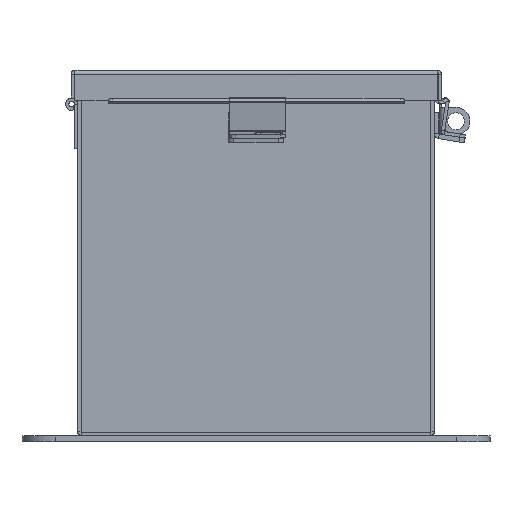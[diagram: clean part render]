
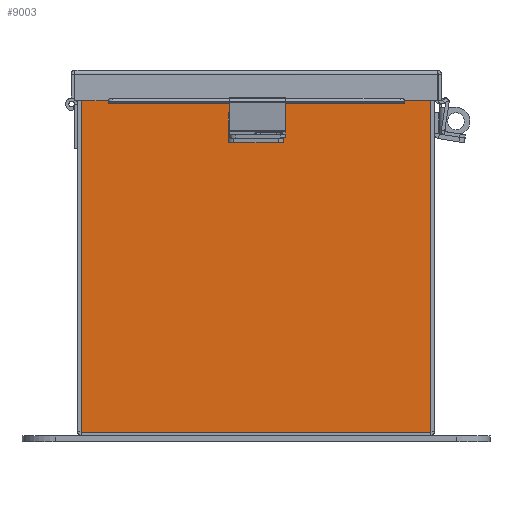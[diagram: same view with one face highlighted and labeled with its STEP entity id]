
A CAD part, front view. The second image highlights one B-rep face of the part: STEP entity #9003.
In plain terms, the highlighted face is planar.
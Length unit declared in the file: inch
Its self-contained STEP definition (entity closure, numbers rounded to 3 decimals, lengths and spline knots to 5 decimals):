
#92 = EDGE_LOOP ( 'NONE', ( #2113, #5645, #4857, #1739, #471, #18941, #1543, #10982, #664, #7654, #3554, #10332 ) ) ;
#129 = DIRECTION ( 'NONE',  ( -1., 0., 0. ) ) ;
#352 = EDGE_CURVE ( 'NONE', #10473, #13017, #2684, .T. ) ;
#374 = DIRECTION ( 'NONE',  ( 0., 0., -1. ) ) ;
#458 = VERTEX_POINT ( 'NONE', #18640 ) ;
#471 = ORIENTED_EDGE ( 'NONE', *, *, #1799, .F. ) ;
#664 = ORIENTED_EDGE ( 'NONE', *, *, #7302, .T. ) ;
#971 = FACE_OUTER_BOUND ( 'NONE', #92, .T. ) ;
#1111 = DIRECTION ( 'NONE',  ( 1., 0., 0. ) ) ;
#1543 = ORIENTED_EDGE ( 'NONE', *, *, #11533, .F. ) ;
#1739 = ORIENTED_EDGE ( 'NONE', *, *, #3318, .T. ) ;
#1790 = EDGE_CURVE ( 'NONE', #8808, #2328, #18059, .T. ) ;
#1799 = EDGE_CURVE ( 'NONE', #2328, #17046, #6193, .T. ) ;
#2012 = LINE ( 'NONE', #9985, #13430 ) ;
#2113 = ORIENTED_EDGE ( 'NONE', *, *, #6231, .F. ) ;
#2219 = CARTESIAN_POINT ( 'NONE',  ( -3.9253, 0., 3.9253 ) ) ;
#2328 = VERTEX_POINT ( 'NONE', #7432 ) ;
#2684 = CIRCLE ( 'NONE', #3849, 0.01868 ) ;
#3117 = VERTEX_POINT ( 'NONE', #8791 ) ;
#3155 = VECTOR ( 'NONE', #14573, 39.37008 ) ;
#3200 = EDGE_CURVE ( 'NONE', #16240, #10473, #4282, .T. ) ;
#3318 = EDGE_CURVE ( 'NONE', #16240, #17046, #18262, .T. ) ;
#3411 = VERTEX_POINT ( 'NONE', #16173 ) ;
#3554 = ORIENTED_EDGE ( 'NONE', *, *, #13970, .T. ) ;
#3849 = AXIS2_PLACEMENT_3D ( 'NONE', #16933, #8066, #18453 ) ;
#3954 = LINE ( 'NONE', #13055, #6067 ) ;
#4282 = LINE ( 'NONE', #14933, #15678 ) ;
#4294 = VECTOR ( 'NONE', #16423, 39.37008 ) ;
#4513 = DIRECTION ( 'NONE',  ( 0., 0., -1. ) ) ;
#4767 = EDGE_CURVE ( 'NONE', #14151, #3411, #3954, .T. ) ;
#4776 = CARTESIAN_POINT ( 'NONE',  ( 0., 0., 0. ) ) ;
#4857 = ORIENTED_EDGE ( 'NONE', *, *, #3200, .F. ) ;
#5279 = EDGE_CURVE ( 'NONE', #3117, #11770, #18384, .T. ) ;
#5453 = DIRECTION ( 'NONE',  ( 0., 0., -1. ) ) ;
#5645 = ORIENTED_EDGE ( 'NONE', *, *, #352, .F. ) ;
#5667 = CARTESIAN_POINT ( 'NONE',  ( 3.60097, 0., 3.87495 ) ) ;
#5755 = DIRECTION ( 'NONE',  ( 0., 0., 1. ) ) ;
#5938 = CARTESIAN_POINT ( 'NONE',  ( 3.61965, 0., 3.9253 ) ) ;
#6067 = VECTOR ( 'NONE', #1111, 39.37008 ) ;
#6069 = DIRECTION ( 'NONE',  ( 0., 0., -1. ) ) ;
#6193 = LINE ( 'NONE', #19084, #3155 ) ;
#6231 = EDGE_CURVE ( 'NONE', #13017, #11770, #6937, .T. ) ;
#6339 = CARTESIAN_POINT ( 'NONE',  ( -3.5823, 0., 3.87495 ) ) ;
#6431 = AXIS2_PLACEMENT_3D ( 'NONE', #4776, #9334, #374 ) ;
#6713 = DIRECTION ( 'NONE',  ( 1., 0., 0. ) ) ;
#6937 = LINE ( 'NONE', #7295, #10463 ) ;
#6980 = VECTOR ( 'NONE', #6069, 39.37008 ) ;
#7194 = DIRECTION ( 'NONE',  ( 0., 0., -1. ) ) ;
#7295 = CARTESIAN_POINT ( 'NONE',  ( -3.61965, 0., 0. ) ) ;
#7302 = EDGE_CURVE ( 'NONE', #3411, #458, #2012, .T. ) ;
#7432 = CARTESIAN_POINT ( 'NONE',  ( 3.5823, 0., 3.87495 ) ) ;
#7447 = LINE ( 'NONE', #7567, #10942 ) ;
#7567 = CARTESIAN_POINT ( 'NONE',  ( -3.9253, 0., -3.9253 ) ) ;
#7654 = ORIENTED_EDGE ( 'NONE', *, *, #12023, .T. ) ;
#8066 = DIRECTION ( 'NONE',  ( 0., 1., 0. ) ) ;
#8331 = CARTESIAN_POINT ( 'NONE',  ( -3.5823, 0., 3.9123 ) ) ;
#8791 = CARTESIAN_POINT ( 'NONE',  ( -3.9253, 0., 3.9253 ) ) ;
#8808 = VERTEX_POINT ( 'NONE', #11848 ) ;
#9003 = ADVANCED_FACE ( 'NONE', ( #971 ), #12234, .F. ) ;
#9058 = CARTESIAN_POINT ( 'NONE',  ( -3.9253, 0., 3.9253 ) ) ;
#9250 = DIRECTION ( 'NONE',  ( 1., 0., 0. ) ) ;
#9334 = DIRECTION ( 'NONE',  ( 0., -1., 0. ) ) ;
#9985 = CARTESIAN_POINT ( 'NONE',  ( 3.9253, 0., 3.9253 ) ) ;
#10332 = ORIENTED_EDGE ( 'NONE', *, *, #5279, .T. ) ;
#10393 = VECTOR ( 'NONE', #9250, 39.37008 ) ;
#10463 = VECTOR ( 'NONE', #5755, 39.37008 ) ;
#10473 = VERTEX_POINT ( 'NONE', #6339 ) ;
#10509 = VECTOR ( 'NONE', #6713, 39.37008 ) ;
#10759 = CARTESIAN_POINT ( 'NONE',  ( -3.5823, 0., 3.9123 ) ) ;
#10942 = VECTOR ( 'NONE', #129, 39.37008 ) ;
#10982 = ORIENTED_EDGE ( 'NONE', *, *, #4767, .T. ) ;
#11314 = AXIS2_PLACEMENT_3D ( 'NONE', #5667, #16066, #7194 ) ;
#11533 = EDGE_CURVE ( 'NONE', #14151, #8808, #15343, .T. ) ;
#11770 = VERTEX_POINT ( 'NONE', #18782 ) ;
#11801 = VERTEX_POINT ( 'NONE', #17277 ) ;
#11848 = CARTESIAN_POINT ( 'NONE',  ( 3.61965, 0., 3.87495 ) ) ;
#12023 = EDGE_CURVE ( 'NONE', #458, #11801, #7447, .T. ) ;
#12234 = PLANE ( 'NONE',  #6431 ) ;
#13017 = VERTEX_POINT ( 'NONE', #15419 ) ;
#13055 = CARTESIAN_POINT ( 'NONE',  ( -3.9253, 0., 3.9253 ) ) ;
#13430 = VECTOR ( 'NONE', #5453, 39.37008 ) ;
#13970 = EDGE_CURVE ( 'NONE', #11801, #3117, #16167, .T. ) ;
#14151 = VERTEX_POINT ( 'NONE', #5938 ) ;
#14573 = DIRECTION ( 'NONE',  ( 0., 0., 1. ) ) ;
#14933 = CARTESIAN_POINT ( 'NONE',  ( -3.5823, 0., 0. ) ) ;
#15343 = LINE ( 'NONE', #16454, #6980 ) ;
#15419 = CARTESIAN_POINT ( 'NONE',  ( -3.61965, 0., 3.87495 ) ) ;
#15678 = VECTOR ( 'NONE', #4513, 39.37008 ) ;
#16066 = DIRECTION ( 'NONE',  ( 0., 1., 0. ) ) ;
#16167 = LINE ( 'NONE', #9058, #4294 ) ;
#16173 = CARTESIAN_POINT ( 'NONE',  ( 3.9253, 0., 3.9253 ) ) ;
#16240 = VERTEX_POINT ( 'NONE', #8331 ) ;
#16423 = DIRECTION ( 'NONE',  ( 0., 0., 1. ) ) ;
#16454 = CARTESIAN_POINT ( 'NONE',  ( 3.61965, 0., 0. ) ) ;
#16933 = CARTESIAN_POINT ( 'NONE',  ( -3.60098, 0., 3.87495 ) ) ;
#17046 = VERTEX_POINT ( 'NONE', #17718 ) ;
#17277 = CARTESIAN_POINT ( 'NONE',  ( -3.9253, 0., -3.9253 ) ) ;
#17718 = CARTESIAN_POINT ( 'NONE',  ( 3.5823, 0., 3.9123 ) ) ;
#18059 = CIRCLE ( 'NONE', #11314, 0.01868 ) ;
#18262 = LINE ( 'NONE', #10759, #10393 ) ;
#18384 = LINE ( 'NONE', #2219, #10509 ) ;
#18453 = DIRECTION ( 'NONE',  ( 0., 0., -1. ) ) ;
#18640 = CARTESIAN_POINT ( 'NONE',  ( 3.9253, 0., -3.9253 ) ) ;
#18782 = CARTESIAN_POINT ( 'NONE',  ( -3.61965, 0., 3.9253 ) ) ;
#18941 = ORIENTED_EDGE ( 'NONE', *, *, #1790, .F. ) ;
#19084 = CARTESIAN_POINT ( 'NONE',  ( 3.5823, 0., 0. ) ) ;
